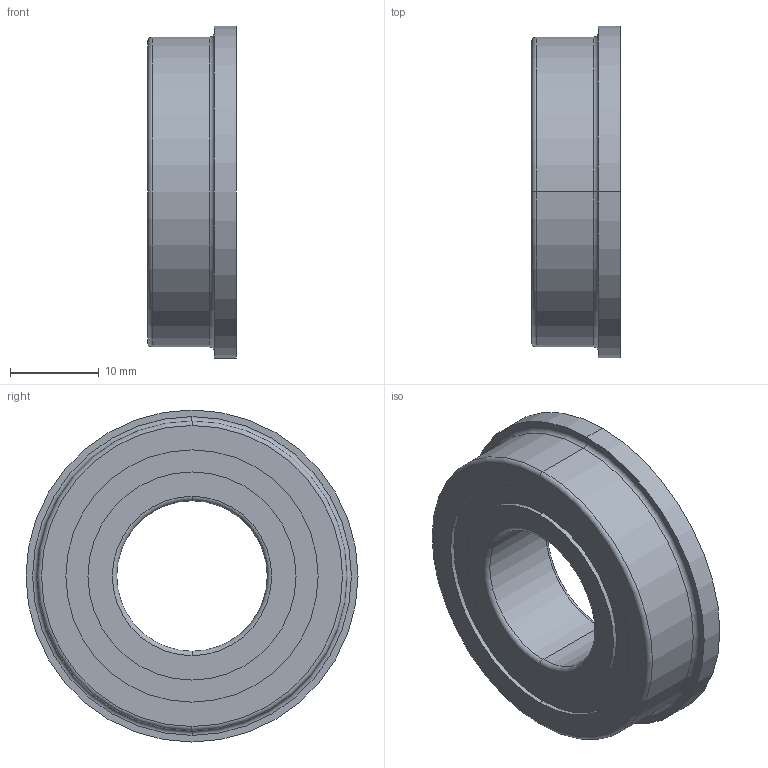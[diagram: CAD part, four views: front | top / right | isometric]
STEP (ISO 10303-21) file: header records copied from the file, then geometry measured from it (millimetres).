
FILE_DESCRIPTION (( 'STEP AP203' ), '1' );
FILE_NAME ('F6003zz.step', '2025-10-29T06:16:14', ( '' ), ( '' ), 'SwSTEP 2.0', 'SolidWorks 2022', '' );
FILE_SCHEMA (( 'CONFIG_CONTROL_DESIGN' ));
Length unit declared in the file: millimetre
Products named in the file (1): F6003zz
Bounding box: 10 x 37.5 x 37.5 mm (x, y, z)
Volume: 6142.4 mm3; surface area: 7599.2 mm2
Topology: 13 solids, 13 shells, 110 faces, 278 edges, 182 vertices
Faces by surface type: cylinder 42, plane 38, sphere 16, torus 14
Entity records: 3539 total; most frequent: CARTESIAN_POINT 967, DIRECTION 560, ORIENTED_EDGE 476, EDGE_CURVE 238, AXIS2_PLACEMENT_3D 231, VERTEX_POINT 158, EDGE_LOOP 124, CIRCLE 120
